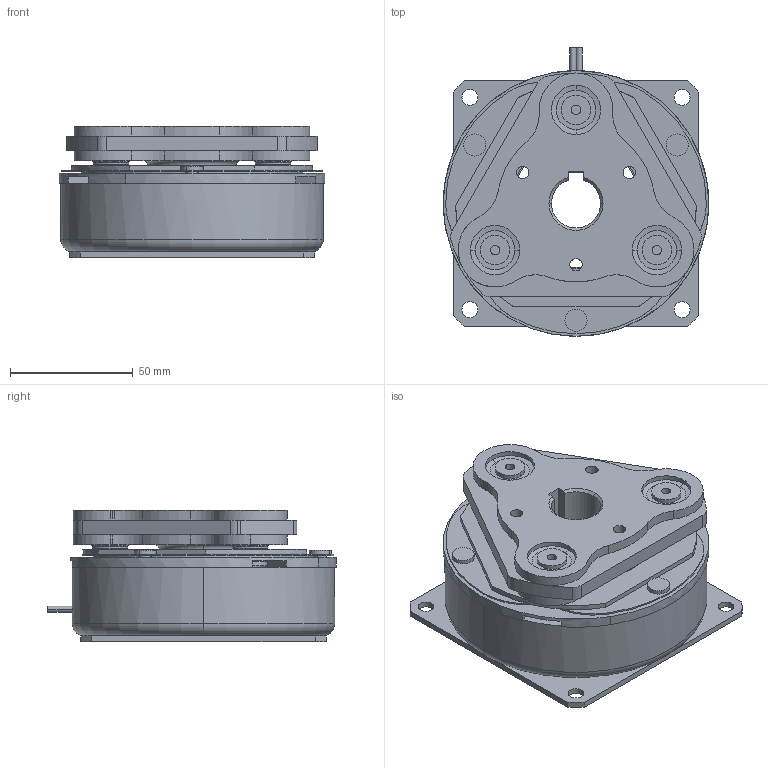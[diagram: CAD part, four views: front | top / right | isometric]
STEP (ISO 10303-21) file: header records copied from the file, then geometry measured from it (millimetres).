
FILE_DESCRIPTION (( 'STEP AP203' ), '1' );
FILE_NAME ('VBEHA 2.5_23661000.STEP', '2016-06-23T02:00:36', ( ' ' ), ( '' ), 'SwSTEP 2.0', 'SolidWorks 2009', '' );
FILE_SCHEMA (( 'CONFIG_CONTROL_DESIGN' ));
Length unit declared in the file: millimetre
Products named in the file (1): VBEHA 2.5_23661000
Bounding box: 108 x 117.34 x 53.5 mm (x, y, z)
Volume: 326974.4 mm3; surface area: 70749.9 mm2
Topology: 1 solids, 1 shells, 306 faces, 769 edges, 490 vertices
Faces by surface type: cylinder 192, plane 84, cone 20, torus 10
Entity records: 9520 total; most frequent: DIRECTION 1849, CARTESIAN_POINT 1650, ORIENTED_EDGE 1530, AXIS2_PLACEMENT_3D 785, EDGE_CURVE 765, VERTEX_POINT 490, CIRCLE 478, EDGE_LOOP 357
